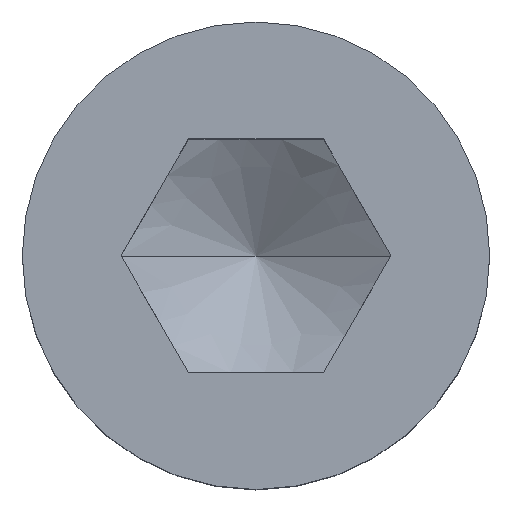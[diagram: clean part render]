
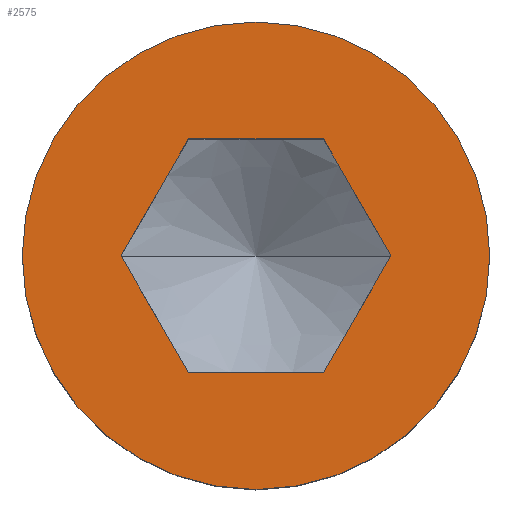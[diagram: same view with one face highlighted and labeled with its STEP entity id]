
A CAD part, top view. The second image highlights one B-rep face of the part: STEP entity #2575.
In plain terms, the highlighted planar face has unit normal (0, 0, 1).
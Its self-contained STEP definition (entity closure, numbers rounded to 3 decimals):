
#1291=EDGE_CURVE('',#1707,#1651,#3623,.T.);
#1455=EDGE_CURVE('',#1743,#1707,#3802,.T.);
#1609=EDGE_CURVE('',#2647,#3369,#3968,.T.);
#1651=VERTEX_POINT('',#4018);
#1707=VERTEX_POINT('',#4078);
#1743=VERTEX_POINT('',#4118);
#1973=EDGE_CURVE('',#1651,#2647,#4376,.T.);
#2051=VERTEX_POINT('',#4461);
#2353=VERTEX_POINT('',#4814);
#2575=ADVANCED_FACE('',(#5065,#5066),#5067,.T.);
#2647=VERTEX_POINT('',#5151);
#2787=EDGE_CURVE('',#2353,#3219,#5310,.T.);
#2853=EDGE_CURVE('',#3369,#2051,#5378,.T.);
#2887=EDGE_CURVE('',#2051,#1743,#5417,.T.);
#2909=EDGE_CURVE('',#3219,#2353,#5443,.T.);
#3219=VERTEX_POINT('',#5783);
#3369=VERTEX_POINT('',#5952);
#3623=LINE('',#6270,#6271);
#3802=LINE('',#6541,#6542);
#3968=LINE('',#6782,#6783);
#4018=CARTESIAN_POINT('',(4.041,-7.0,16.0));
#4078=CARTESIAN_POINT('',(8.083,0.0,16.0));
#4118=CARTESIAN_POINT('',(4.041,7.0,16.0));
#4376=LINE('',#7350,#7351);
#4461=CARTESIAN_POINT('',(-4.041,7.0,16.0));
#4814=CARTESIAN_POINT('',(14.0,0.,16.0));
#5065=FACE_OUTER_BOUND('',#8276,.T.);
#5066=FACE_BOUND('',#8277,.T.);
#5067=PLANE('',#8278);
#5151=CARTESIAN_POINT('',(-4.041,-7.0,16.0));
#5310=CIRCLE('',#8621,14.0);
#5378=LINE('',#8732,#8733);
#5417=LINE('',#8788,#8789);
#5443=CIRCLE('',#8824,14.0);
#5783=CARTESIAN_POINT('',(-14.0,0.0,16.0));
#5952=CARTESIAN_POINT('',(-8.083,0.0,16.0));
#6270=CARTESIAN_POINT('',(5.052,-5.25,16.0));
#6271=VECTOR('',#9898,1.0);
#6541=CARTESIAN_POINT('',(7.073,1.75,16.0));
#6542=VECTOR('',#10078,1.0);
#6782=CARTESIAN_POINT('',(-7.073,-1.75,16.0));
#6783=VECTOR('',#10229,1.0);
#7350=CARTESIAN_POINT('',(-2.021,-7.0,16.0));
#7351=VECTOR('',#10731,1.0);
#8276=EDGE_LOOP('',(#11637,#11638));
#8277=EDGE_LOOP('',(#11639,#11640,#11641,#11642,#11643,#11644));
#8278=AXIS2_PLACEMENT_3D('',#11645,#11646,#11647);
#8621=AXIS2_PLACEMENT_3D('',#11955,#11956,#11957);
#8732=CARTESIAN_POINT('',(-5.052,5.25,16.0));
#8733=VECTOR('',#11995,1.0);
#8788=CARTESIAN_POINT('',(2.021,7.0,16.0));
#8789=VECTOR('',#12046,1.0);
#8824=AXIS2_PLACEMENT_3D('',#12083,#12084,#12085);
#9898=DIRECTION('',(-0.5,-0.866,0.0));
#10078=DIRECTION('',(0.5,-0.866,0.0));
#10229=DIRECTION('',(-0.5,0.866,0.0));
#10731=DIRECTION('',(-1.0,0.0,0.0));
#11637=ORIENTED_EDGE('',*,*,#2909,.T.);
#11638=ORIENTED_EDGE('',*,*,#2787,.T.);
#11639=ORIENTED_EDGE('',*,*,#1609,.T.);
#11640=ORIENTED_EDGE('',*,*,#2853,.T.);
#11641=ORIENTED_EDGE('',*,*,#2887,.T.);
#11642=ORIENTED_EDGE('',*,*,#1455,.T.);
#11643=ORIENTED_EDGE('',*,*,#1291,.T.);
#11644=ORIENTED_EDGE('',*,*,#1973,.T.);
#11645=CARTESIAN_POINT('',(-10.043,0.,16.0));
#11646=DIRECTION('',(0.0,0.0,1.0));
#11647=DIRECTION('',(-1.0,0.,0.0));
#11955=CARTESIAN_POINT('',(0.0,0.0,16.0));
#11956=DIRECTION('',(0.0,0.0,1.0));
#11957=DIRECTION('',(1.0,0.0,0.0));
#11995=DIRECTION('',(0.5,0.866,0.0));
#12046=DIRECTION('',(1.0,0.0,0.0));
#12083=CARTESIAN_POINT('',(0.0,0.0,16.0));
#12084=DIRECTION('',(0.0,0.0,1.0));
#12085=DIRECTION('',(1.0,0.0,0.0));
